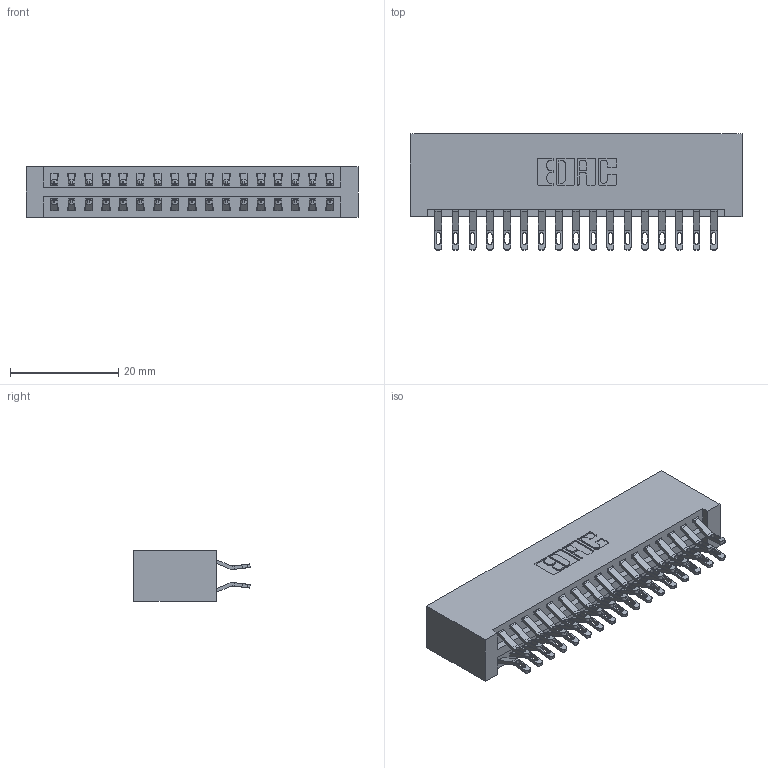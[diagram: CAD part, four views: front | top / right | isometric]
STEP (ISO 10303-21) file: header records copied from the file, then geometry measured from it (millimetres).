
FILE_DESCRIPTION (( 'STEP AP203' ), '1' );
FILE_NAME ('346-034-555-201.STEP', '2018-08-23T22:53:20', ( '' ), ( '' ), 'SwSTEP 2.0', 'SolidWorks 2016', '' );
FILE_SCHEMA (( 'CONFIG_CONTROL_DESIGN' ));
Length unit declared in the file: inch
Products named in the file (3): 345-292-001_555 Tail; 346-034-555-201; 346 Part_No Mounting Lugs
Assembly tree (35 placements, depth 2):
  346-034-555-201
    346 Part_No Mounting Lugs
    345-292-001_555 Tail  x34
Bounding box: 61.21 x 21.46 x 9.4 mm (x, y, z)
Volume: 6446.9 mm3; surface area: 8983.4 mm2
Topology: 35 solids, 35 shells, 2086 faces, 6527 edges, 4350 vertices
Faces by surface type: plane 1194, cylinder 892
Entity records: 14509 total; most frequent: CARTESIAN_POINT 2458, ORIENTED_EDGE 2362, DIRECTION 2181, EDGE_CURVE 1181, LINE 969, VECTOR 969, VERTEX_POINT 786, AXIS2_PLACEMENT_3D 606
